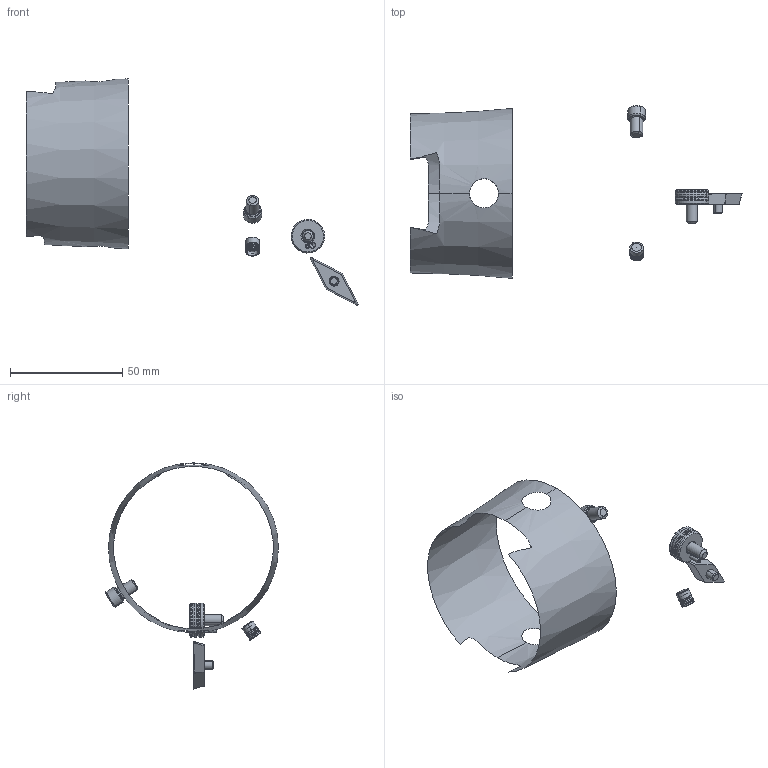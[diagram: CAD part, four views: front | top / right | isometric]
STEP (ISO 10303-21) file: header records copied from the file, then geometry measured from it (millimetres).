
FILE_DESCRIPTION (( 'STEP AP214' ), '1' );
FILE_NAME ('-KV..RPA.100-HP.STEP', '2022-04-07T14:23:17', ( '' ), ( '' ), 'SwSTEP 2.0', 'SolidWorks 2017', '' );
FILE_SCHEMA (( 'AUTOMOTIVE_DESIGN' ));
Length unit declared in the file: millimetre
Products named in the file (11): CHP-ER1.015.006_A; KVT_MB_600_060; -KV..RPA.100-HP; ISO 8752 2x8; DIN 3771 - 13x1; WCB-ER2.001.009_A; VCMT160404; CHP-ER1.008.014_A; DIN 7991 - M5x15; HA0-KVB.RPA.100-HP_A_Fertigbearbeitung; CHP-ER1.015.006
Assembly tree (10 placements, depth 3):
  -KV..RPA.100-HP
    HA0-KVB.RPA.100-HP_A_Fertigbearbeitung
    CHP-ER1.008.014_A
    CHP-ER1.015.006
      CHP-ER1.015.006_A
      DIN 3771 - 13x1
      DIN 7991 - M5x15
    WCB-ER2.001.009_A
    ISO 8752 2x8
    KVT_MB_600_060
    VCMT160404
Bounding box: 147.99 x 77.05 x 100.87 mm (x, y, z)
Volume: 2436.1 mm3; surface area: 12396.5 mm2
Topology: 9 solids, 10 shells, 236 faces, 566 edges, 339 vertices
Faces by surface type: cone 82, plane 59, cylinder 55, torus 20, bspline 16, sphere 4
Entity records: 8335 total; most frequent: CARTESIAN_POINT 2143, DIRECTION 1143, ORIENTED_EDGE 1074, EDGE_CURVE 549, AXIS2_PLACEMENT_3D 466, VERTEX_POINT 336, EDGE_LOOP 249, FACE_OUTER_BOUND 236
